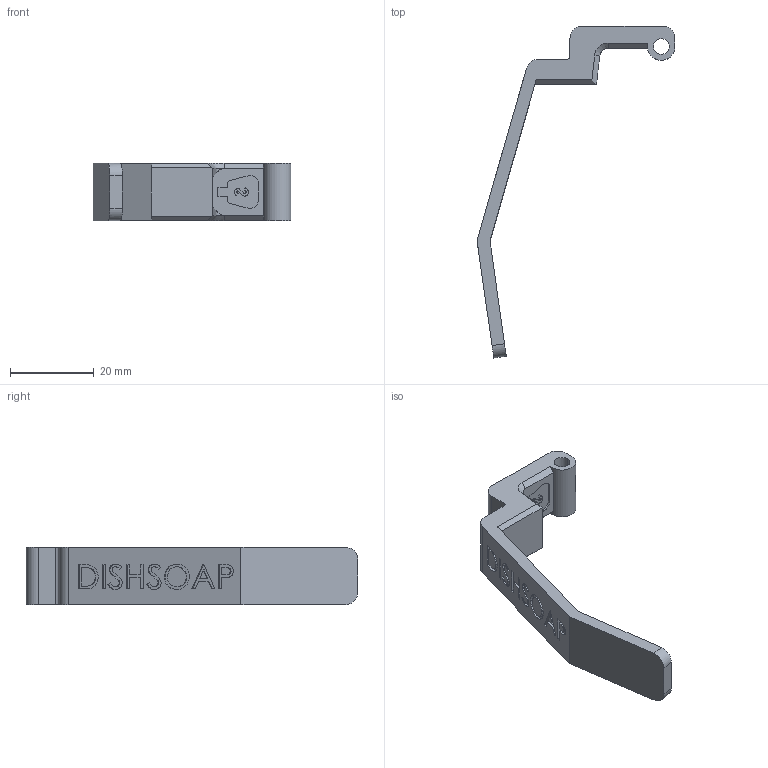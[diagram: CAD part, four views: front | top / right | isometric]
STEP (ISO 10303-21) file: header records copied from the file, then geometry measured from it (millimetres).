
FILE_DESCRIPTION (( 'STEP AP214' ), '1' );
FILE_NAME ('Spoon55.STEP', '2025-05-27T19:49:05', ( '' ), ( '' ), 'SwSTEP 2.0', 'SolidWorks 2025', '' );
FILE_SCHEMA (( 'AUTOMOTIVE_DESIGN' ));
Length unit declared in the file: millimetre
Products named in the file (1): Spoon55
Bounding box: 47.39 x 79.45 x 13.7 mm (x, y, z)
Volume: 6062.3 mm3; surface area: 4372.7 mm2
Topology: 1 solids, 1 shells, 176 faces, 478 edges, 318 vertices
Faces by surface type: plane 90, bspline 65, cylinder 19, cone 2
Entity records: 8775 total; most frequent: CARTESIAN_POINT 4752, ORIENTED_EDGE 956, DIRECTION 592, EDGE_CURVE 478, VERTEX_POINT 318, VECTOR 300, LINE 300, EDGE_LOOP 192
